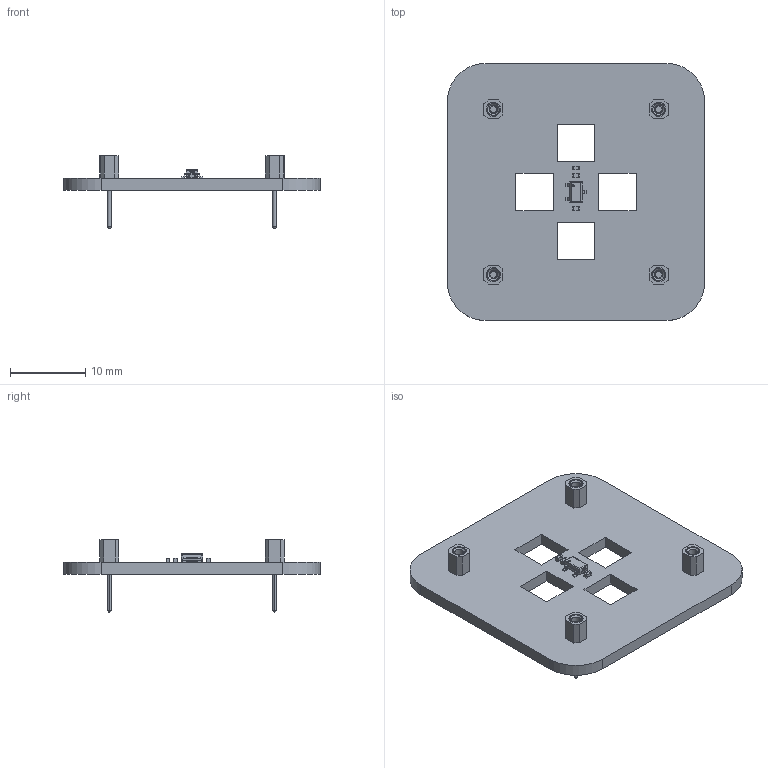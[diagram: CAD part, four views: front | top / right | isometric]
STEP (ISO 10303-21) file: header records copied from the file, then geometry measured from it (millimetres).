
FILE_DESCRIPTION(('KiCad electronic assembly'),'2;1');
FILE_NAME('ShieldHallSensor.step','2025-11-23T21:03:46',('Pcbnew'),( 'Kicad'),'Open CASCADE STEP processor 7.6','KiCad to STEP converter' ,'Unknown');
FILE_SCHEMA(('AUTOMOTIVE_DESIGN { 1 0 10303 214 1 1 1 1 }'));
Length unit declared in the file: millimetre
Products named in the file (8): ShieldHallSensor 1; C_0402_1005Metric; HDR-TH_1P-V-F-1; SOT-23-3_L2.9-W1.6-P1.90-LS2.8-BR-CW; SOT-23-3L_L2.9-W1.6-H1.1-LS2.8-P0.95; ShieldHallSensor_PCB
Assembly tree (12 placements, depth 3):
  ShieldHallSensor 1
    C_0402_1005Metric  x3
      C_0402_1005Metric
    HDR-TH_1P-V-F-1  x4
      HDR-TH_1P-V-F-1
    SOT-23-3_L2.9-W1.6-P1.90-LS2.8-BR-CW
      SOT-23-3L_L2.9-W1.6-H1.1-LS2.8-P0.95
    ShieldHallSensor_PCB
Bounding box: 34.2 x 34.2 x 9.7 mm (x, y, z)
Volume: 1741.2 mm3; surface area: 2754.6 mm2
Topology: 9 solids, 9 shells, 1689 faces, 4527 edges, 2994 vertices
Faces by surface type: plane 993, bspline 546, cylinder 118, sphere 16, cone 16
Full cylindrical faces by diameter (mm): 0.914 x4
Entity records: 27329 total; most frequent: CARTESIAN_POINT 7223, ORIENTED_EDGE 3668, DIRECTION 2476, EDGE_CURVE 1834, LINE 1264, VECTOR 1264, VERTEX_POINT 1209, FACE_BOUND 753
